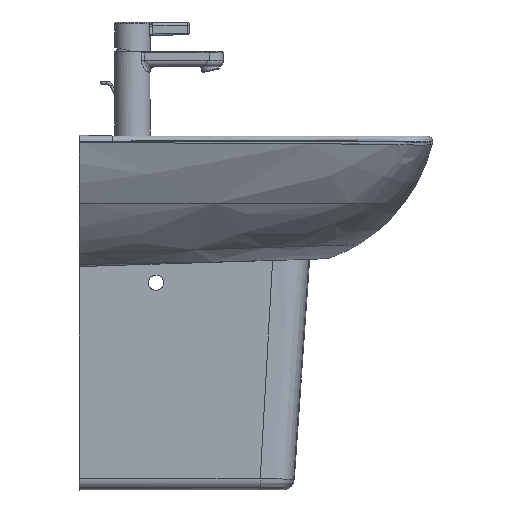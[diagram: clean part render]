
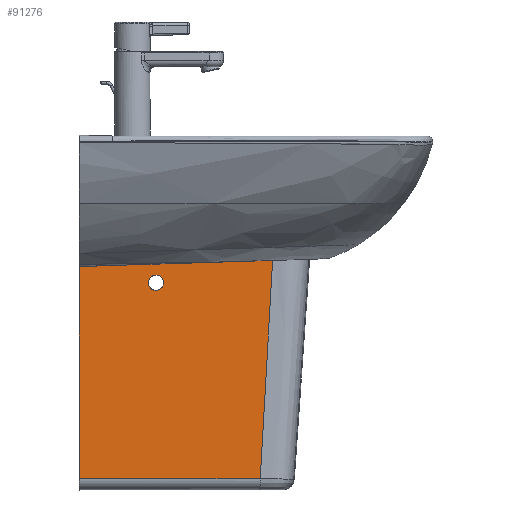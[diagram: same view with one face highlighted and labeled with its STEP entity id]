
A CAD part, front view. The second image highlights one B-rep face of the part: STEP entity #91276.
In plain terms, the highlighted planar face has unit normal (0.037, -0.999, -0.013).
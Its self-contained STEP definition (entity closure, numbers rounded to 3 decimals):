
#85843=CARTESIAN_POINT('',(235.68,-72.625,-285.196));
#85844=VERTEX_POINT('',#85843);
#85911=CARTESIAN_POINT('',(0.,-81.267,-285.196));
#85912=VERTEX_POINT('',#85911);
#85913=CARTESIAN_POINT('',(0.,-81.267,-285.196));
#85914=DIRECTION('',(0.999,0.037,0.));
#85915=VECTOR('',#85914,235.839);
#85916=LINE('',#85913,#85915);
#85917=EDGE_CURVE('',#85912,#85844,#85916,.T.);
#86011=CARTESIAN_POINT('',(251.831,-75.766,0.));
#86012=VERTEX_POINT('',#86011);
#86013=CARTESIAN_POINT('',(251.831,-75.766,0.));
#86014=DIRECTION('',(-0.057,0.011,-0.998));
#86015=VECTOR('',#86014,285.67);
#86016=LINE('',#86013,#86015);
#86017=EDGE_CURVE('',#86012,#85844,#86016,.T.);
#89808=CARTESIAN_POINT('',(0.,-85.,0.));
#89809=VERTEX_POINT('',#89808);
#89810=CARTESIAN_POINT('',(0.0,-81.267,-285.196));
#89811=DIRECTION('',(0.0,-0.013,1.));
#89812=VECTOR('',#89811,285.221);
#89813=LINE('',#89810,#89812);
#89814=EDGE_CURVE('',#85912,#89809,#89813,.T.);
#89840=CARTESIAN_POINT('',(251.831,-75.766,0.0));
#89841=DIRECTION('',(-0.999,-0.037,0.0));
#89842=VECTOR('',#89841,252.);
#89843=LINE('',#89840,#89842);
#89844=EDGE_CURVE('',#86012,#89809,#89843,.T.);
#91254=CARTESIAN_POINT('',(117.142,-78.741,-150.));
#91255=DIRECTION('',(0.037,-0.999,-0.013));
#91256=DIRECTION('',(0.0,0.013,-1.));
#91257=AXIS2_PLACEMENT_3D('',#91254,#91255,#91256);
#91258=PLANE('',#91257);
#91259=ORIENTED_EDGE('',*,*,#89814,.F.);
#91260=ORIENTED_EDGE('',*,*,#85917,.T.);
#91261=ORIENTED_EDGE('',*,*,#86017,.F.);
#91262=ORIENTED_EDGE('',*,*,#89844,.T.);
#91263=EDGE_LOOP('',(#91259,#91260,#91261,#91262));
#91264=FACE_OUTER_BOUND('',#91263,.T.);
#91265=CARTESIAN_POINT('',(90.0,-81.307,-30.0));
#91266=VERTEX_POINT('',#91265);
#91267=CARTESIAN_POINT('',(100.0,-80.94,-30.0));
#91268=DIRECTION('',(-0.037,0.999,0.013));
#91269=DIRECTION('',(-0.941,-0.039,0.336));
#91270=AXIS2_PLACEMENT_3D('',#91267,#91268,#91269);
#91271=ELLIPSE('',#91270,10.008,10.0);
#91272=EDGE_CURVE('',#91266,#91266,#91271,.T.);
#91273=ORIENTED_EDGE('',*,*,#91272,.T.);
#91274=EDGE_LOOP('',(#91273));
#91275=FACE_BOUND('',#91274,.T.);
#91276=ADVANCED_FACE('',(#91264,#91275),#91258,.T.);
